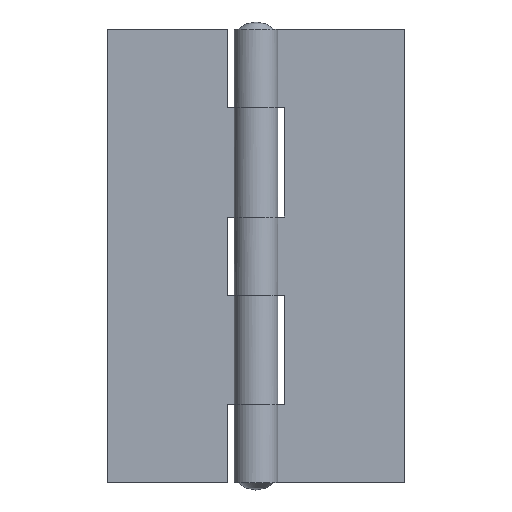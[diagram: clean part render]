
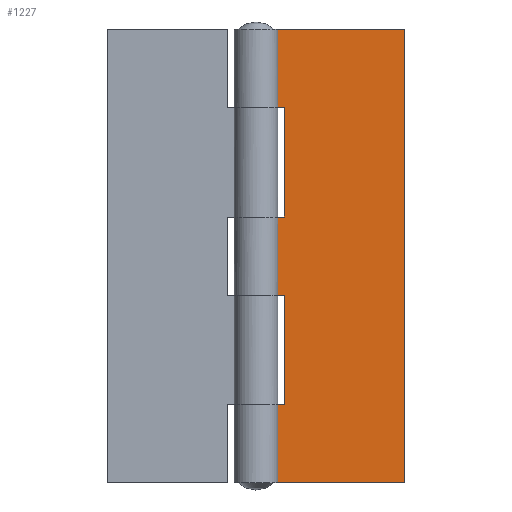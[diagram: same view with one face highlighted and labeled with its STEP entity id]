
A CAD part, front view. The second image highlights one B-rep face of the part: STEP entity #1227.
In plain terms, the highlighted free-form (B-spline) face has degree [1, 1] with [2, 2] control points.
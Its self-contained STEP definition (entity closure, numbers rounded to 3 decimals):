
#831=CARTESIAN_POINT('',(-0.004,1.7,11.0));
#832=VERTEX_POINT('',#831);
#863=CARTESIAN_POINT('',(-0.004,1.7,0.0));
#864=VERTEX_POINT('',#863);
#893=CARTESIAN_POINT('',(-0.004,1.7,11.0));
#894=CARTESIAN_POINT('',(-0.004,1.7,0.0));
#895=QUASI_UNIFORM_CURVE('',1,(#893,#894),.UNSPECIFIED.,.F.,.U.);
#896=EDGE_CURVE('',#832,#864,#895,.T.);
#995=CARTESIAN_POINT('',(-0.004,1.7,53.));
#996=VERTEX_POINT('',#995);
#1028=CARTESIAN_POINT('',(-0.004,1.7,64.));
#1029=VERTEX_POINT('',#1028);
#1030=CARTESIAN_POINT('',(-0.004,1.7,64.));
#1031=CARTESIAN_POINT('',(-0.004,1.7,53.));
#1032=QUASI_UNIFORM_CURVE('',1,(#1030,#1031),.UNSPECIFIED.,.F.,.U.);
#1033=EDGE_CURVE('',#1029,#996,#1032,.T.);
#1089=CARTESIAN_POINT('',(-0.004,1.7,37.5));
#1090=VERTEX_POINT('',#1089);
#1120=CARTESIAN_POINT('',(-0.004,1.7,26.5));
#1121=VERTEX_POINT('',#1120);
#1152=CARTESIAN_POINT('',(-0.004,1.7,37.5));
#1153=CARTESIAN_POINT('',(-0.004,1.7,26.5));
#1154=QUASI_UNIFORM_CURVE('',1,(#1152,#1153),.UNSPECIFIED.,.F.,.U.);
#1155=EDGE_CURVE('',#1090,#1121,#1154,.T.);
#1160=CARTESIAN_POINT('',(-1.053,1.7,67.197));
#1161=CARTESIAN_POINT('',(-1.053,1.7,-3.197));
#1162=CARTESIAN_POINT('',(22.049,1.7,67.197));
#1163=CARTESIAN_POINT('',(22.049,1.7,-3.197));
#1164=B_SPLINE_SURFACE_WITH_KNOTS('',1,1,((#1160,#1162),(#1161,#1163)),.UNSPECIFIED.,.F.,.F.,.U.,(2,2),(2,2),(0.0,70.394),(0.0,23.102),.UNSPECIFIED.);
#1165=CARTESIAN_POINT('',(4.0,1.7,53.));
#1166=VERTEX_POINT('',#1165);
#1167=CARTESIAN_POINT('',(4.0,1.7,37.5));
#1168=VERTEX_POINT('',#1167);
#1169=CARTESIAN_POINT('',(4.0,1.7,53.));
#1170=CARTESIAN_POINT('',(4.0,1.7,37.5));
#1171=QUASI_UNIFORM_CURVE('',1,(#1169,#1170),.UNSPECIFIED.,.F.,.U.);
#1172=EDGE_CURVE('',#1166,#1168,#1171,.T.);
#1173=ORIENTED_EDGE('',*,*,#1172,.T.);
#1174=CARTESIAN_POINT('',(4.0,1.7,37.5));
#1175=CARTESIAN_POINT('',(-0.004,1.7,37.5));
#1176=QUASI_UNIFORM_CURVE('',1,(#1174,#1175),.UNSPECIFIED.,.F.,.U.);
#1177=EDGE_CURVE('',#1168,#1090,#1176,.T.);
#1178=ORIENTED_EDGE('',*,*,#1177,.T.);
#1179=ORIENTED_EDGE('',*,*,#1155,.T.);
#1180=CARTESIAN_POINT('',(4.0,1.7,26.5));
#1181=VERTEX_POINT('',#1180);
#1182=CARTESIAN_POINT('',(-0.004,1.7,26.5));
#1183=CARTESIAN_POINT('',(4.0,1.7,26.5));
#1184=QUASI_UNIFORM_CURVE('',1,(#1182,#1183),.UNSPECIFIED.,.F.,.U.);
#1185=EDGE_CURVE('',#1121,#1181,#1184,.T.);
#1186=ORIENTED_EDGE('',*,*,#1185,.T.);
#1187=CARTESIAN_POINT('',(4.0,1.7,11.0));
#1188=VERTEX_POINT('',#1187);
#1189=CARTESIAN_POINT('',(4.0,1.7,26.5));
#1190=CARTESIAN_POINT('',(4.0,1.7,11.0));
#1191=QUASI_UNIFORM_CURVE('',1,(#1189,#1190),.UNSPECIFIED.,.F.,.U.);
#1192=EDGE_CURVE('',#1181,#1188,#1191,.T.);
#1193=ORIENTED_EDGE('',*,*,#1192,.T.);
#1194=CARTESIAN_POINT('',(4.0,1.7,11.0));
#1195=CARTESIAN_POINT('',(-0.004,1.7,11.0));
#1196=QUASI_UNIFORM_CURVE('',1,(#1194,#1195),.UNSPECIFIED.,.F.,.U.);
#1197=EDGE_CURVE('',#1188,#832,#1196,.T.);
#1198=ORIENTED_EDGE('',*,*,#1197,.T.);
#1199=ORIENTED_EDGE('',*,*,#896,.T.);
#1200=CARTESIAN_POINT('',(21.0,1.7,0.0));
#1201=VERTEX_POINT('',#1200);
#1202=CARTESIAN_POINT('',(21.0,1.7,0.0));
#1203=CARTESIAN_POINT('',(-0.004,1.7,0.0));
#1204=QUASI_UNIFORM_CURVE('',1,(#1202,#1203),.UNSPECIFIED.,.F.,.U.);
#1205=EDGE_CURVE('',#1201,#864,#1204,.T.);
#1206=ORIENTED_EDGE('',*,*,#1205,.F.);
#1207=CARTESIAN_POINT('',(21.0,1.7,64.));
#1208=VERTEX_POINT('',#1207);
#1209=CARTESIAN_POINT('',(21.0,1.7,64.));
#1210=CARTESIAN_POINT('',(21.0,1.7,0.0));
#1211=QUASI_UNIFORM_CURVE('',1,(#1209,#1210),.UNSPECIFIED.,.F.,.U.);
#1212=EDGE_CURVE('',#1208,#1201,#1211,.T.);
#1213=ORIENTED_EDGE('',*,*,#1212,.F.);
#1214=CARTESIAN_POINT('',(21.0,1.7,64.));
#1215=CARTESIAN_POINT('',(-0.004,1.7,64.));
#1216=QUASI_UNIFORM_CURVE('',1,(#1214,#1215),.UNSPECIFIED.,.F.,.U.);
#1217=EDGE_CURVE('',#1208,#1029,#1216,.T.);
#1218=ORIENTED_EDGE('',*,*,#1217,.T.);
#1219=ORIENTED_EDGE('',*,*,#1033,.T.);
#1220=CARTESIAN_POINT('',(-0.004,1.7,53.));
#1221=CARTESIAN_POINT('',(4.0,1.7,53.));
#1222=QUASI_UNIFORM_CURVE('',1,(#1220,#1221),.UNSPECIFIED.,.F.,.U.);
#1223=EDGE_CURVE('',#996,#1166,#1222,.T.);
#1224=ORIENTED_EDGE('',*,*,#1223,.T.);
#1225=EDGE_LOOP('',(#1173,#1178,#1179,#1186,#1193,#1198,#1199,#1206,#1213,#1218,#1219,#1224));
#1226=FACE_OUTER_BOUND('',#1225,.T.);
#1227=ADVANCED_FACE('',(#1226),#1164,.T.);
